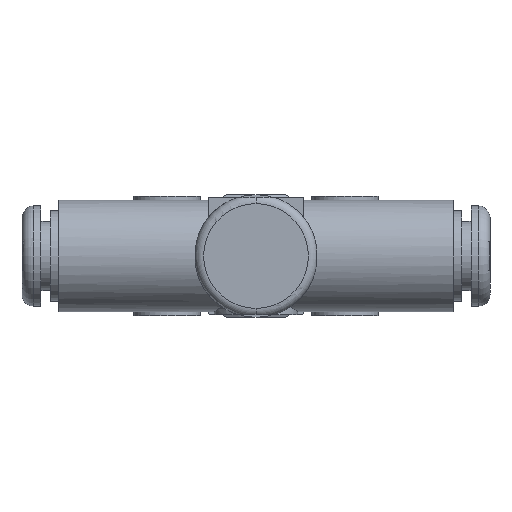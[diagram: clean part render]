
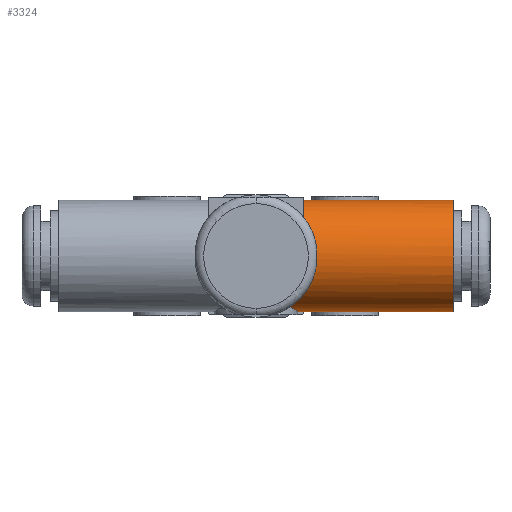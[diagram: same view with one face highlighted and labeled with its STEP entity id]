
A CAD part, front view. The second image highlights one B-rep face of the part: STEP entity #3324.
In plain terms, the highlighted cylindrical face has radius 5 mm (diameter 10 mm), a partial arc.
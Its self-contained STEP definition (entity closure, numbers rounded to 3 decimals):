
#143=CARTESIAN_POINT('',(4.25,-0.,5.));
#144=VERTEX_POINT('',#143);
#145=CARTESIAN_POINT('',(17.7,-0.,5.));
#146=VERTEX_POINT('',#145);
#147=CARTESIAN_POINT('',(4.25,-0.,5.));
#148=DIRECTION('',(1.,-0.,-0.));
#149=VECTOR('',#148,13.45);
#150=LINE('',#147,#149);
#151=EDGE_CURVE('',#144,#146,#150,.T.);
#153=CARTESIAN_POINT('',(17.7,-0.,-5.));
#154=VERTEX_POINT('',#153);
#162=CARTESIAN_POINT('',(3.75,0.,-5.));
#163=VERTEX_POINT('',#162);
#164=CARTESIAN_POINT('',(3.75,0.,-5.));
#165=DIRECTION('',(1.,0.,-0.));
#166=VECTOR('',#165,13.95);
#167=LINE('',#164,#166);
#168=EDGE_CURVE('',#163,#154,#167,.T.);
#1163=CARTESIAN_POINT('',(17.7,0.,0.));
#1164=DIRECTION('',(1.,0.,-0.));
#1165=DIRECTION('',(-0.,0.,-1.));
#1166=AXIS2_PLACEMENT_3D('',#1163,#1164,#1165);
#1167=CIRCLE('',#1166,5.);
#1168=EDGE_CURVE('',#146,#154,#1167,.T.);
#2063=CARTESIAN_POINT('',(3.107,-2.099,-4.538));
#2064=VERTEX_POINT('',#2063);
#2065=CARTESIAN_POINT('',(3.705,0.578,-4.967));
#2066=CARTESIAN_POINT('',(3.736,0.383,-4.989));
#2067=CARTESIAN_POINT('',(3.75,0.189,-5.));
#2068=CARTESIAN_POINT('',(3.75,-0.189,-5.));
#2069=CARTESIAN_POINT('',(3.736,-0.383,-4.989));
#2070=CARTESIAN_POINT('',(3.675,-0.772,-4.944));
#2071=CARTESIAN_POINT('',(3.629,-0.966,-4.91));
#2072=CARTESIAN_POINT('',(3.508,-1.34,-4.821));
#2073=CARTESIAN_POINT('',(3.433,-1.521,-4.767));
#2074=CARTESIAN_POINT('',(3.262,-1.859,-4.645));
#2075=CARTESIAN_POINT('',(3.166,-2.017,-4.578));
#2076=CARTESIAN_POINT('',(3.065,-2.161,-4.509));
#2077=B_SPLINE_CURVE_WITH_KNOTS('',3,(#2065,#2066,#2067,#2068,#2069,#2070,#2071,#2072,#2073,#2074,#2075,#2076),.UNSPECIFIED.,.F.,.F.,(4,2,2,2,2,4),(4.241,4.806,5.372,5.937,6.503,7.069),.UNSPECIFIED.);
#2078=EDGE_CURVE('',#163,#2064,#2077,.T.);
#2126=CARTESIAN_POINT('',(4.25,-3.579,3.491));
#2127=VERTEX_POINT('',#2126);
#2128=CARTESIAN_POINT('',(4.25,0.,0.));
#2129=DIRECTION('',(1.,0.,-0.));
#2130=DIRECTION('',(-0.,0.,-1.));
#2131=AXIS2_PLACEMENT_3D('',#2128,#2129,#2130);
#2132=CIRCLE('',#2131,5.);
#2133=EDGE_CURVE('',#144,#2127,#2132,.T.);
#2450=CARTESIAN_POINT('',(5.319,-4.8,1.4));
#2451=VERTEX_POINT('',#2450);
#2452=CARTESIAN_POINT('',(4.111,-3.414,3.653));
#2453=CARTESIAN_POINT('',(4.262,-3.596,3.483));
#2454=CARTESIAN_POINT('',(4.408,-3.767,3.298));
#2455=CARTESIAN_POINT('',(4.677,-4.079,2.903));
#2456=CARTESIAN_POINT('',(4.801,-4.219,2.694));
#2457=CARTESIAN_POINT('',(4.995,-4.438,2.311));
#2458=CARTESIAN_POINT('',(5.077,-4.53,2.126));
#2459=CARTESIAN_POINT('',(5.224,-4.695,1.733));
#2460=CARTESIAN_POINT('',(5.289,-4.767,1.525));
#2461=CARTESIAN_POINT('',(5.342,-4.825,1.31));
#2462=B_SPLINE_CURVE_WITH_KNOTS('',3,(#2452,#2453,#2454,#2455,#2456,#2457,#2458,#2459,#2460,#2461),.UNSPECIFIED.,.F.,.F.,(4,2,2,2,4),(7.062,7.87,8.678,9.316,9.955),.UNSPECIFIED.);
#2463=EDGE_CURVE('',#2127,#2451,#2462,.T.);
#2483=CARTESIAN_POINT('',(5.319,-4.8,-1.4));
#2484=VERTEX_POINT('',#2483);
#2485=CARTESIAN_POINT('',(5.406,-4.896,-1.014));
#2486=CARTESIAN_POINT('',(5.343,-4.827,-1.348));
#2487=CARTESIAN_POINT('',(5.25,-4.723,-1.673));
#2488=CARTESIAN_POINT('',(5.013,-4.46,-2.285));
#2489=CARTESIAN_POINT('',(4.871,-4.299,-2.573));
#2490=CARTESIAN_POINT('',(4.557,-3.94,-3.095));
#2491=CARTESIAN_POINT('',(4.385,-3.741,-3.33));
#2492=CARTESIAN_POINT('',(4.026,-3.313,-3.758));
#2493=CARTESIAN_POINT('',(3.823,-3.065,-3.963));
#2494=CARTESIAN_POINT('',(3.413,-2.535,-4.322));
#2495=CARTESIAN_POINT('',(3.205,-2.252,-4.476));
#2496=CARTESIAN_POINT('',(3.012,-1.956,-4.602));
#2497=B_SPLINE_CURVE_WITH_KNOTS('',3,(#2485,#2486,#2487,#2488,#2489,#2490,#2491,#2492,#2493,#2494,#2495,#2496),.UNSPECIFIED.,.F.,.F.,(4,2,2,2,2,4),(19.1,20.113,21.126,22.14,23.239,24.339),.UNSPECIFIED.);
#2498=EDGE_CURVE('',#2484,#2064,#2497,.T.);
#3289=CARTESIAN_POINT('',(17.7,0.,0.));
#3290=DIRECTION('',(-1.,-0.,0.));
#3291=DIRECTION('',(-0.,0.,-1.));
#3292=AXIS2_PLACEMENT_3D('',#3289,#3290,#3291);
#3293=CYLINDRICAL_SURFACE('',#3292,5.);
#3294=ORIENTED_EDGE('',*,*,#151,.F.);
#3295=ORIENTED_EDGE('',*,*,#2133,.T.);
#3296=ORIENTED_EDGE('',*,*,#2463,.T.);
#3297=CARTESIAN_POINT('',(5.302,-4.782,-1.46));
#3298=CARTESIAN_POINT('',(5.351,-4.835,-1.286));
#3299=CARTESIAN_POINT('',(5.387,-4.879,-1.107));
#3300=CARTESIAN_POINT('',(5.438,-4.946,-0.754));
#3301=CARTESIAN_POINT('',(5.454,-4.969,-0.581));
#3302=CARTESIAN_POINT('',(5.468,-4.99,-0.32));
#3303=CARTESIAN_POINT('',(5.472,-4.995,-0.233));
#3304=CARTESIAN_POINT('',(5.475,-5.,-0.076));
#3305=CARTESIAN_POINT('',(5.475,-5.,-0.008));
#3306=CARTESIAN_POINT('',(5.474,-4.999,0.136));
#3307=CARTESIAN_POINT('',(5.472,-4.996,0.212));
#3308=CARTESIAN_POINT('',(5.464,-4.984,0.414));
#3309=CARTESIAN_POINT('',(5.456,-4.972,0.539));
#3310=CARTESIAN_POINT('',(5.43,-4.936,0.813));
#3311=CARTESIAN_POINT('',(5.41,-4.909,0.962));
#3312=CARTESIAN_POINT('',(5.362,-4.849,1.227));
#3313=CARTESIAN_POINT('',(5.335,-4.817,1.345));
#3314=CARTESIAN_POINT('',(5.302,-4.782,1.46));
#3315=B_SPLINE_CURVE_WITH_KNOTS('',3,(#3297,#3298,#3299,#3300,#3301,#3302,#3303,#3304,#3305,#3306,#3307,#3308,#3309,#3310,#3311,#3312,#3313,#3314),.UNSPECIFIED.,.F.,.F.,(4,2,2,2,2,2,2,2,4),(-2.988,-2.424,-1.902,-1.638,-1.434,-1.206,-0.829,-0.373,-0.),.UNSPECIFIED.);
#3316=EDGE_CURVE('',#2484,#2451,#3315,.T.);
#3317=ORIENTED_EDGE('',*,*,#3316,.F.);
#3318=ORIENTED_EDGE('',*,*,#2498,.T.);
#3319=ORIENTED_EDGE('',*,*,#2078,.F.);
#3320=ORIENTED_EDGE('',*,*,#168,.T.);
#3321=ORIENTED_EDGE('',*,*,#1168,.F.);
#3322=EDGE_LOOP('',(#3294,#3295,#3296,#3317,#3318,#3319,#3320,#3321));
#3323=FACE_BOUND('',#3322,.T.);
#3324=ADVANCED_FACE('',(#3323),#3293,.T.);
